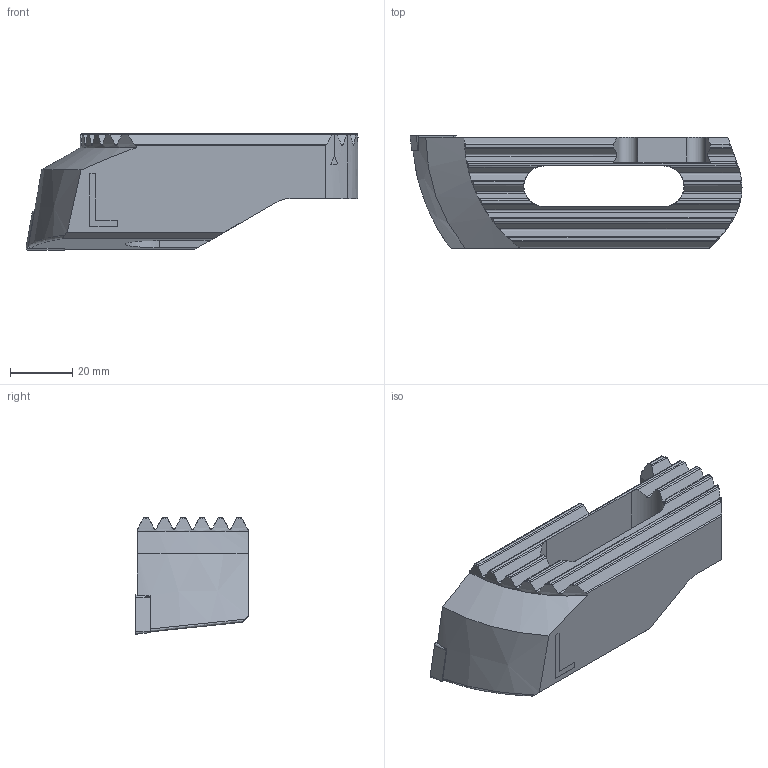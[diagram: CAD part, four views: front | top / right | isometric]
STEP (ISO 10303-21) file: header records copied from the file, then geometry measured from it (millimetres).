
FILE_DESCRIPTION(('no description'),'unknown implementation level');
FILE_NAME('B741F0CA-B44F-4FCA-AB45-5082906D77FE_export.stp',' ',('CIMSOURCE GmbH'),('CADClick - KiM GmbH - www.kimweb.de'),'unknown preprocess','ACIS','unknown authorization');
FILE_SCHEMA(('automotive_design'));
Length unit declared in the file: millimetre
Products named in the file (3): 639.476 Kaiser 125-153 SW98 CC12 L|694.150 Kaiser ETL M5 X 13,3 T20 IP 10S;Kreismuster1; 639.476 Kaiser 125-153 SW98 CC12 L|639.476 Kaiser 125-153 SW98 CC12 L;RSS-Marke; 639.476 Kaiser 125-153 SW98 CC12 L|654.991 Kaiser CCMT 120408 K20C;Kombinieren1
Bounding box: 107 x 36.36 x 37.6 mm (x, y, z)
Volume: 68776.8 mm3; surface area: 18847 mm2
Topology: 3 solids, 3 shells, 210 faces, 571 edges, 369 vertices
Faces by surface type: plane 90, cylinder 75, cone 34, torus 10, bspline 1
Entity records: 14611 total; most frequent: CARTESIAN_POINT 2838, STYLED_ITEM 1151, PRESENTATION_STYLE_ASSIGNMENT 1151, COLOUR_RGB 1151, DIRECTION 1142, ORIENTED_EDGE 1138, EDGE_CURVE 569, CURVE_STYLE 569
